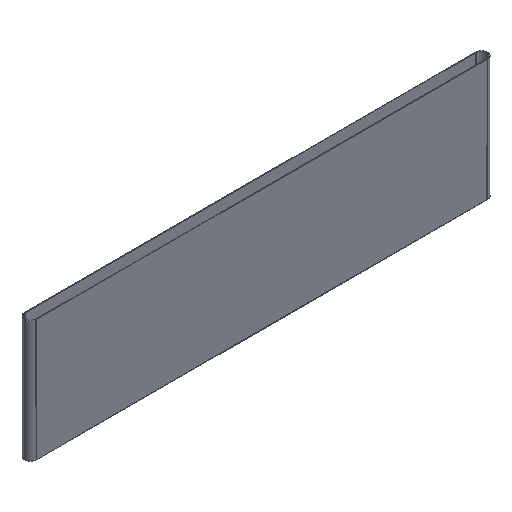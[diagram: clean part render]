
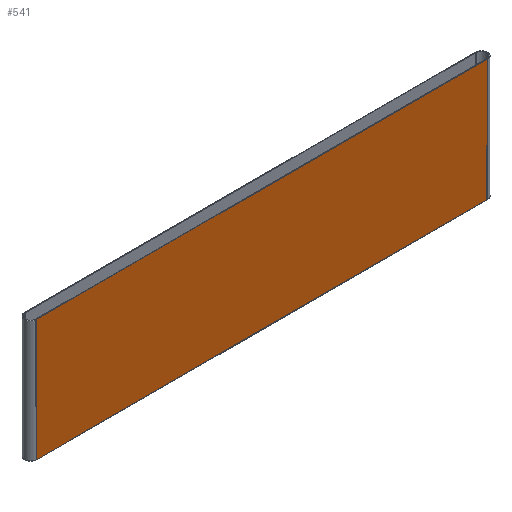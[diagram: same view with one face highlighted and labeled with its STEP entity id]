
A CAD part, isometric view. The second image highlights one B-rep face of the part: STEP entity #541.
In plain terms, the highlighted planar face has unit normal (0, -1, 0).
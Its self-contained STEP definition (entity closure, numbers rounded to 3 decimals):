
#18 = CARTESIAN_POINT ( 'NONE',  ( 630., -8.5, 85. ) ) ;
#43 = LINE ( 'NONE', #216, #433 ) ;
#64 = PLANE ( 'NONE',  #339 ) ;
#83 = LINE ( 'NONE', #90, #204 ) ;
#90 = CARTESIAN_POINT ( 'NONE',  ( 630., -8.5, 85. ) ) ;
#95 = VECTOR ( 'NONE', #392, 1000. ) ;
#99 = VERTEX_POINT ( 'NONE', #18 ) ;
#103 = CARTESIAN_POINT ( 'NONE',  ( 0., -8.5, 85. ) ) ;
#123 = ORIENTED_EDGE ( 'NONE', *, *, #344, .F. ) ;
#151 = DIRECTION ( 'NONE',  ( -1., 0., 0. ) ) ;
#175 = DIRECTION ( 'NONE',  ( 0., 0., 1. ) ) ;
#194 = VECTOR ( 'NONE', #175, 1000. ) ;
#200 = DIRECTION ( 'NONE',  ( 0., 1., 0. ) ) ;
#204 = VECTOR ( 'NONE', #221, 1000. ) ;
#206 = ORIENTED_EDGE ( 'NONE', *, *, #502, .T. ) ;
#216 = CARTESIAN_POINT ( 'NONE',  ( 0., -8.5, -85. ) ) ;
#221 = DIRECTION ( 'NONE',  ( 0., 0., 1. ) ) ;
#229 = CARTESIAN_POINT ( 'NONE',  ( 0., -8.5, 85. ) ) ;
#254 = LINE ( 'NONE', #229, #95 ) ;
#274 = FACE_OUTER_BOUND ( 'NONE', #293, .T. ) ;
#293 = EDGE_LOOP ( 'NONE', ( #362, #123, #206, #328 ) ) ;
#314 = VERTEX_POINT ( 'NONE', #435 ) ;
#328 = ORIENTED_EDGE ( 'NONE', *, *, #426, .T. ) ;
#339 = AXIS2_PLACEMENT_3D ( 'NONE', #445, #200, #151 ) ;
#344 = EDGE_CURVE ( 'NONE', #347, #314, #349, .T. ) ;
#347 = VERTEX_POINT ( 'NONE', #462 ) ;
#349 = LINE ( 'NONE', #103, #194 ) ;
#362 = ORIENTED_EDGE ( 'NONE', *, *, #487, .F. ) ;
#377 = DIRECTION ( 'NONE',  ( 1., 0., 0. ) ) ;
#388 = VERTEX_POINT ( 'NONE', #511 ) ;
#392 = DIRECTION ( 'NONE',  ( 1., 0., 0. ) ) ;
#426 = EDGE_CURVE ( 'NONE', #388, #99, #83, .T. ) ;
#433 = VECTOR ( 'NONE', #377, 1000. ) ;
#435 = CARTESIAN_POINT ( 'NONE',  ( 0., -8.5, 85. ) ) ;
#445 = CARTESIAN_POINT ( 'NONE',  ( 0., -8.5, 85. ) ) ;
#462 = CARTESIAN_POINT ( 'NONE',  ( 0., -8.5, -85. ) ) ;
#487 = EDGE_CURVE ( 'NONE', #314, #99, #254, .T. ) ;
#502 = EDGE_CURVE ( 'NONE', #347, #388, #43, .T. ) ;
#511 = CARTESIAN_POINT ( 'NONE',  ( 630., -8.5, -85. ) ) ;
#541 = ADVANCED_FACE ( 'NONE', ( #274 ), #64, .F. ) ;
